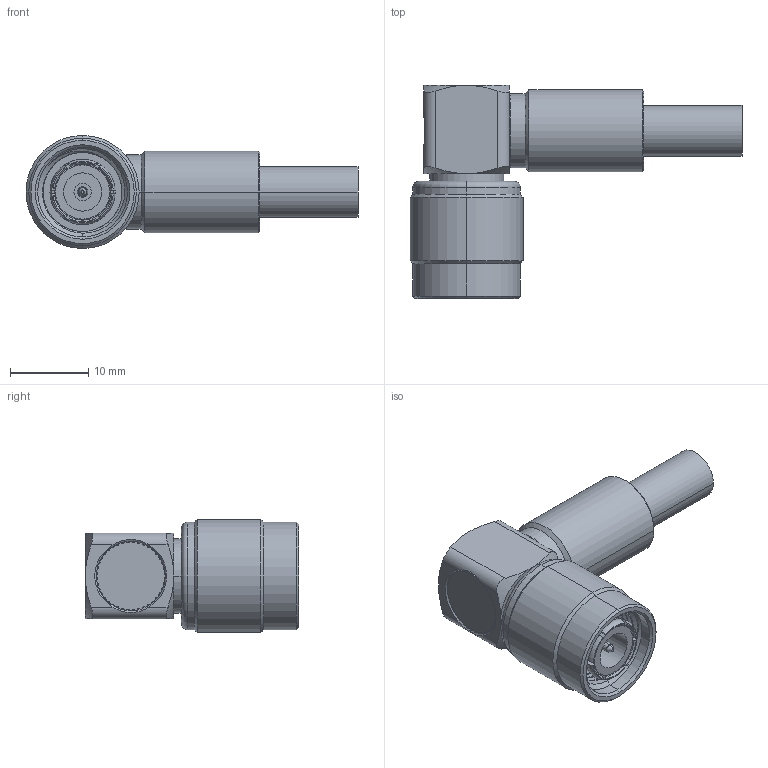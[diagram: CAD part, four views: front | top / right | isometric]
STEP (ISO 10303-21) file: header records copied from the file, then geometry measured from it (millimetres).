
FILE_DESCRIPTION((''),'2;1');
FILE_NAME('122150','2017-08-22T',('Rajagopal'),(''),'PRO/ENGINEER BY PARAMETRIC TECHNOLOGY CORPORATION, 2014440','PRO/ENGINEER BY PARAMETRIC TECHNOLOGY CORPORATION, 2014440','');
FILE_SCHEMA(('CONFIG_CONTROL_DESIGN'));
Length unit declared in the file: millimetre
Products named in the file (1): 122150
Bounding box: 42.55 x 27.3 x 14.5 mm (x, y, z)
Volume: 4775.7 mm3; surface area: 4464 mm2
Topology: 1 solids, 1 shells, 704 faces, 1788 edges, 1103 vertices
Faces by surface type: plane 321, cylinder 242, cone 118, bspline 13, torus 10
Entity records: 25684 total; most frequent: CARTESIAN_POINT 8655, DIRECTION 3663, ORIENTED_EDGE 3576, EDGE_CURVE 1788, AXIS2_PLACEMENT_3D 1464, VERTEX_POINT 1103, CIRCLE 773, VECTOR 735
